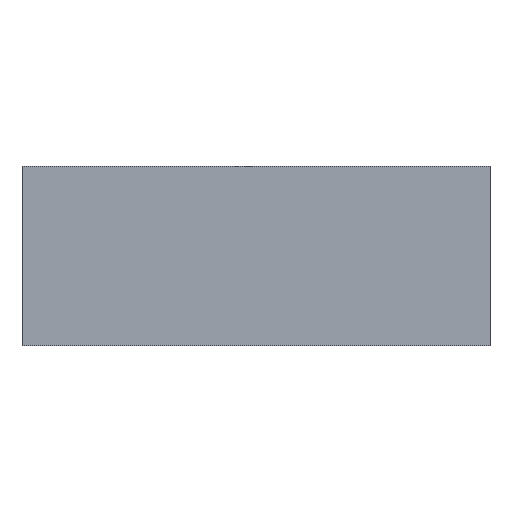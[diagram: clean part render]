
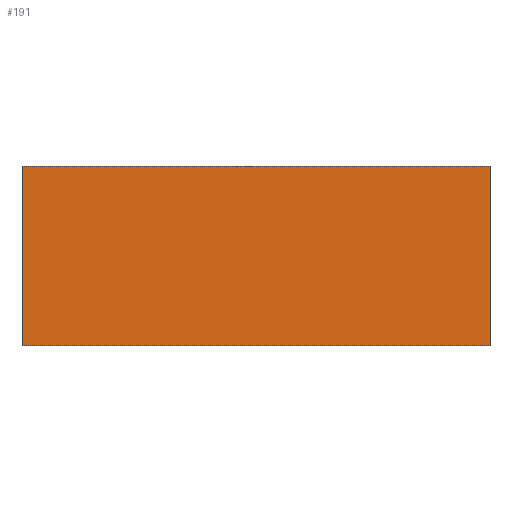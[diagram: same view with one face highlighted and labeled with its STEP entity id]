
A CAD part, left-side view. The second image highlights one B-rep face of the part: STEP entity #191.
In plain terms, the highlighted planar face has unit normal (-1, 0, 0).
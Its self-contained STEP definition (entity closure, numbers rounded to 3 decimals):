
#22=PLANE('',#218);
#39=LINE('',#1517,#57);
#40=LINE('',#1520,#58);
#41=LINE('',#1522,#59);
#42=LINE('',#1523,#60);
#57=VECTOR('',#252,10.);
#58=VECTOR('',#255,10.);
#59=VECTOR('',#256,10.);
#60=VECTOR('',#257,10.);
#73=FACE_OUTER_BOUND('',#85,.T.);
#85=EDGE_LOOP('',(#166,#167,#168,#169));
#106=VERTEX_POINT('',#1513);
#107=VERTEX_POINT('',#1515);
#108=VERTEX_POINT('',#1519);
#109=VERTEX_POINT('',#1521);
#128=EDGE_CURVE('',#106,#107,#39,.T.);
#129=EDGE_CURVE('',#106,#108,#40,.T.);
#130=EDGE_CURVE('',#109,#107,#41,.T.);
#131=EDGE_CURVE('',#108,#109,#42,.T.);
#166=ORIENTED_EDGE('',*,*,#129,.F.);
#167=ORIENTED_EDGE('',*,*,#128,.T.);
#168=ORIENTED_EDGE('',*,*,#130,.F.);
#169=ORIENTED_EDGE('',*,*,#131,.F.);
#191=ADVANCED_FACE('',(#73),#22,.T.);
#218=AXIS2_PLACEMENT_3D('',#1518,#253,#254);
#252=DIRECTION('',(0.,0.,1.));
#253=DIRECTION('center_axis',(-1.,0.,0.));
#254=DIRECTION('ref_axis',(0.,-1.,0.));
#255=DIRECTION('',(0.,1.,0.));
#256=DIRECTION('',(0.,-1.,0.));
#257=DIRECTION('',(0.,0.,1.));
#1513=CARTESIAN_POINT('',(-55.,0.,0.));
#1515=CARTESIAN_POINT('',(-55.,0.,180.));
#1517=CARTESIAN_POINT('',(-55.,0.,0.));
#1518=CARTESIAN_POINT('Origin',(-55.,470.,0.));
#1519=CARTESIAN_POINT('',(-55.,470.,0.));
#1520=CARTESIAN_POINT('',(-55.,0.,0.));
#1521=CARTESIAN_POINT('',(-55.,470.,180.));
#1522=CARTESIAN_POINT('',(-55.,0.,180.));
#1523=CARTESIAN_POINT('',(-55.,470.,0.));
